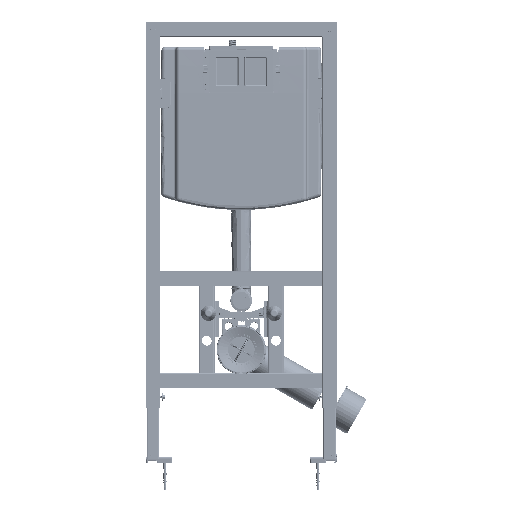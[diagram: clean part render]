
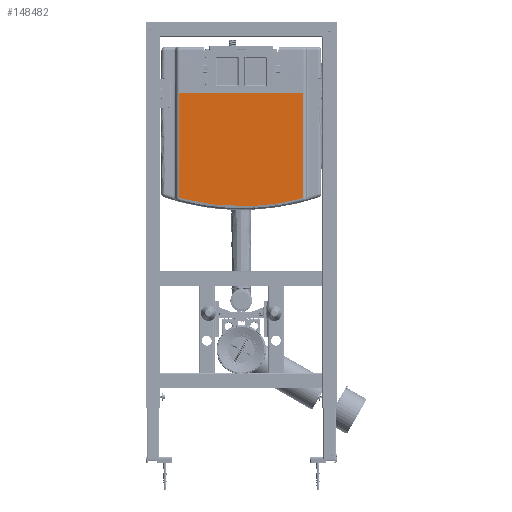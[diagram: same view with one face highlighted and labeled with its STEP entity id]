
A CAD part, top view. The second image highlights one B-rep face of the part: STEP entity #148482.
In plain terms, the highlighted cylindrical face has radius 31245.7 mm (diameter 62491.4 mm), a partial arc.
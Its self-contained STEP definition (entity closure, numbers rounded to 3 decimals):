
#144683=CARTESIAN_POINT('',(-170.,66.533,
4.316));
#144684=CARTESIAN_POINT('',(-154.161,62.239,
4.277));
#144685=CARTESIAN_POINT('',(-122.262,54.876,
4.207));
#144686=CARTESIAN_POINT('',(-73.618,47.46,
4.135));
#144687=CARTESIAN_POINT('',(-24.586,43.746,
4.098));
#144688=CARTESIAN_POINT('',(24.586,43.746,
4.098));
#144689=CARTESIAN_POINT('',(73.618,47.46,
4.135));
#144690=CARTESIAN_POINT('',(122.262,54.876,
4.207));
#144691=CARTESIAN_POINT('',(154.161,62.239,
4.277));
#144692=CARTESIAN_POINT('',(170.,66.533,
4.316));
#144694=CARTESIAN_POINT('',(-170.,354.,-31240.06));
#144695=DIRECTION('',(1.,0.,0.));
#144696=DIRECTION('',(0.,0.,1.));
#144697=AXIS2_PLACEMENT_3D('',#144694,#144695,#144696);
#144699=DIRECTION('',(1.,0.,0.));
#144700=VECTOR('',#144699,205.);
#144701=CARTESIAN_POINT('',(-102.5,354.,5.639));
#144702=LINE('',#144701,#144700);
#144703=CARTESIAN_POINT('',(170.,354.,-31240.06));
#144704=DIRECTION('',(-1.,0.,0.));
#144705=DIRECTION('',(0.,-0.009,1.));
#144706=AXIS2_PLACEMENT_3D('',#144703,#144704,#144705);
#145779=DIRECTION('',(-1.,0.,0.));
#145780=VECTOR('',#145779,67.5);
#145781=CARTESIAN_POINT('',(170.,354.,5.639));
#145782=LINE('',#145781,#145780);
#145850=DIRECTION('',(-1.,0.,0.));
#145851=VECTOR('',#145850,67.5);
#145852=CARTESIAN_POINT('',(-102.5,354.,5.639));
#145853=LINE('',#145852,#145851);
#147456=CARTESIAN_POINT('',(170.,354.,5.639));
#147458=VERTEX_POINT('',#147456);
#147460=CARTESIAN_POINT('',(-170.,354.,5.639));
#147462=VERTEX_POINT('',#147460);
#147484=CARTESIAN_POINT('',(170.,66.533,4.316));
#147485=VERTEX_POINT('',#147484);
#147486=VERTEX_POINT('',#144683);
#147784=CARTESIAN_POINT('',(-102.5,354.,5.639));
#147785=CARTESIAN_POINT('',(102.5,354.,5.639));
#147786=VERTEX_POINT('',#147784);
#147787=VERTEX_POINT('',#147785);
#148464=CARTESIAN_POINT('',(-219.,354.,-31240.06));
#148465=DIRECTION('',(1.,0.,0.));
#148466=DIRECTION('',(0.,0.,-1.));
#148467=AXIS2_PLACEMENT_3D('',#148464,#148465,#148466);
#148468=CYLINDRICAL_SURFACE('',#148467,31245.698);
#148470=ORIENTED_EDGE('',*,*,#148469,.F.);
#148472=ORIENTED_EDGE('',*,*,#148471,.F.);
#148474=ORIENTED_EDGE('',*,*,#148473,.F.);
#148476=ORIENTED_EDGE('',*,*,#148475,.T.);
#148478=ORIENTED_EDGE('',*,*,#148477,.F.);
#148479=ORIENTED_EDGE('',*,*,#148449,.F.);
#148480=EDGE_LOOP('',(#148470,#148472,#148474,#148476,#148478,#148479));
#148481=FACE_OUTER_BOUND('',#148480,.F.);
#148482=ADVANCED_FACE('',(#148481),#148468,.T.);
#144693=B_SPLINE_CURVE_WITH_KNOTS('',3,(#144683,#144684,#144685,#144686,#144687,
#144688,#144689,#144690,#144691,#144692),.UNSPECIFIED.,.F.,.F.,(4,1,1,1,1,1,1,
4),(0.,0.143,0.286,0.429,
0.571,0.714,0.857,1.),.UNSPECIFIED.);
#144698=CIRCLE('',#144697,31245.698);
#144707=CIRCLE('',#144706,31245.698);
#148449=EDGE_CURVE('',#147485,#147458,#144707,.T.);
#148469=EDGE_CURVE('',#147486,#147485,#144693,.T.);
#148471=EDGE_CURVE('',#147462,#147486,#144698,.T.);
#148473=EDGE_CURVE('',#147786,#147462,#145853,.T.);
#148475=EDGE_CURVE('',#147786,#147787,#144702,.T.);
#148477=EDGE_CURVE('',#147458,#147787,#145782,.T.);
